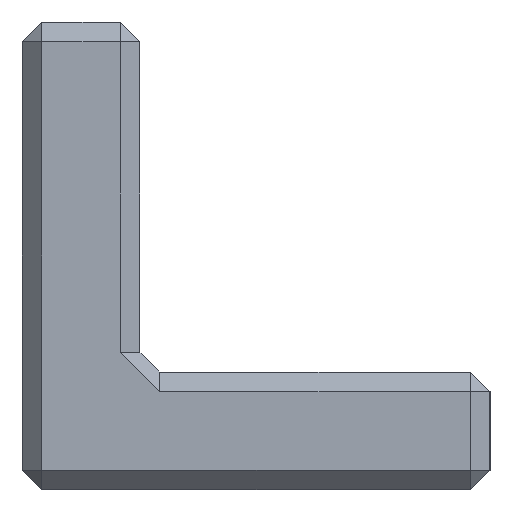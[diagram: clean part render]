
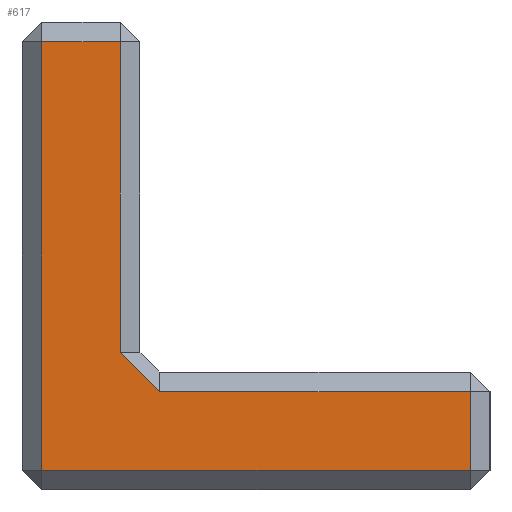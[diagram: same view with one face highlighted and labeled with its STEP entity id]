
A CAD part, left-side view. The second image highlights one B-rep face of the part: STEP entity #617.
In plain terms, the highlighted planar face has unit normal (-1, 0, 0).
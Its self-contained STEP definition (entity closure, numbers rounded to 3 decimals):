
#44 = PLANE('',#45);
#45 = AXIS2_PLACEMENT_3D('',#46,#47,#48);
#46 = CARTESIAN_POINT('',(0.35,-3.25,3.));
#47 = DIRECTION('',(-0.707,0.707,0.));
#48 = DIRECTION('',(-0.,-0.,-1.));
#178 = VERTEX_POINT('',#179);
#179 = CARTESIAN_POINT('',(0.1,-3.5,14.4));
#205 = EDGE_CURVE('',#206,#178,#208,.T.);
#206 = VERTEX_POINT('',#207);
#207 = CARTESIAN_POINT('',(0.1,-3.5,3.5));
#208 = SURFACE_CURVE('',#209,(#213,#220),.PCURVE_S1.);
#209 = LINE('',#210,#211);
#210 = CARTESIAN_POINT('',(0.1,-3.5,3.));
#211 = VECTOR('',#212,1.);
#212 = DIRECTION('',(0.,0.,1.));
#213 = PCURVE('',#44,#214);
#214 = DEFINITIONAL_REPRESENTATION('',(#215),#219);
#215 = LINE('',#216,#217);
#216 = CARTESIAN_POINT('',(-0.,0.354));
#217 = VECTOR('',#218,1.);
#218 = DIRECTION('',(-1.,0.));
#219 = ( GEOMETRIC_REPRESENTATION_CONTEXT(2) 
PARAMETRIC_REPRESENTATION_CONTEXT() REPRESENTATION_CONTEXT('2D SPACE',''
  ) );
#220 = PCURVE('',#221,#226);
#221 = PLANE('',#222);
#222 = AXIS2_PLACEMENT_3D('',#223,#224,#225);
#223 = CARTESIAN_POINT('',(0.1,-14.9,3.));
#224 = DIRECTION('',(-1.,0.,0.));
#225 = DIRECTION('',(0.,1.,0.));
#226 = DEFINITIONAL_REPRESENTATION('',(#227),#231);
#227 = LINE('',#228,#229);
#228 = CARTESIAN_POINT('',(11.4,0.));
#229 = VECTOR('',#230,1.);
#230 = DIRECTION('',(0.,-1.));
#231 = ( GEOMETRIC_REPRESENTATION_CONTEXT(2) 
PARAMETRIC_REPRESENTATION_CONTEXT() REPRESENTATION_CONTEXT('2D SPACE',''
  ) );
#574 = PLANE('',#575);
#575 = AXIS2_PLACEMENT_3D('',#576,#577,#578);
#576 = CARTESIAN_POINT('',(0.35,-14.9,3.25));
#577 = DIRECTION('',(0.707,0.,0.707));
#578 = DIRECTION('',(-0.,-1.,-0.));
#605 = PLANE('',#606);
#606 = AXIS2_PLACEMENT_3D('',#607,#608,#609);
#607 = CARTESIAN_POINT('',(0.35,-6.,14.65));
#608 = DIRECTION('',(-0.707,0.,0.707));
#609 = DIRECTION('',(-0.,-1.,-0.));
#617 = ADVANCED_FACE('',(#618),#221,.T.);
#618 = FACE_BOUND('',#619,.T.);
#619 = EDGE_LOOP('',(#620,#621,#644,#672,#700,#728,#756));
#620 = ORIENTED_EDGE('',*,*,#205,.F.);
#621 = ORIENTED_EDGE('',*,*,#622,.F.);
#622 = EDGE_CURVE('',#623,#206,#625,.T.);
#623 = VERTEX_POINT('',#624);
#624 = CARTESIAN_POINT('',(0.1,-14.4,3.5));
#625 = SURFACE_CURVE('',#626,(#630,#637),.PCURVE_S1.);
#626 = LINE('',#627,#628);
#627 = CARTESIAN_POINT('',(0.1,-14.9,3.5));
#628 = VECTOR('',#629,1.);
#629 = DIRECTION('',(0.,1.,0.));
#630 = PCURVE('',#221,#631);
#631 = DEFINITIONAL_REPRESENTATION('',(#632),#636);
#632 = LINE('',#633,#634);
#633 = CARTESIAN_POINT('',(0.,-0.5));
#634 = VECTOR('',#635,1.);
#635 = DIRECTION('',(1.,0.));
#636 = ( GEOMETRIC_REPRESENTATION_CONTEXT(2) 
PARAMETRIC_REPRESENTATION_CONTEXT() REPRESENTATION_CONTEXT('2D SPACE',''
  ) );
#637 = PCURVE('',#574,#638);
#638 = DEFINITIONAL_REPRESENTATION('',(#639),#643);
#639 = LINE('',#640,#641);
#640 = CARTESIAN_POINT('',(-0.,-0.354));
#641 = VECTOR('',#642,1.);
#642 = DIRECTION('',(-1.,0.));
#643 = ( GEOMETRIC_REPRESENTATION_CONTEXT(2) 
PARAMETRIC_REPRESENTATION_CONTEXT() REPRESENTATION_CONTEXT('2D SPACE',''
  ) );
#644 = ORIENTED_EDGE('',*,*,#645,.T.);
#645 = EDGE_CURVE('',#623,#646,#648,.T.);
#646 = VERTEX_POINT('',#647);
#647 = CARTESIAN_POINT('',(0.1,-14.4,5.5));
#648 = SURFACE_CURVE('',#649,(#653,#660),.PCURVE_S1.);
#649 = LINE('',#650,#651);
#650 = CARTESIAN_POINT('',(0.1,-14.4,3.));
#651 = VECTOR('',#652,1.);
#652 = DIRECTION('',(0.,0.,1.));
#653 = PCURVE('',#221,#654);
#654 = DEFINITIONAL_REPRESENTATION('',(#655),#659);
#655 = LINE('',#656,#657);
#656 = CARTESIAN_POINT('',(0.5,0.));
#657 = VECTOR('',#658,1.);
#658 = DIRECTION('',(0.,-1.));
#659 = ( GEOMETRIC_REPRESENTATION_CONTEXT(2) 
PARAMETRIC_REPRESENTATION_CONTEXT() REPRESENTATION_CONTEXT('2D SPACE',''
  ) );
#660 = PCURVE('',#661,#666);
#661 = PLANE('',#662);
#662 = AXIS2_PLACEMENT_3D('',#663,#664,#665);
#663 = CARTESIAN_POINT('',(0.35,-14.65,3.));
#664 = DIRECTION('',(-0.707,-0.707,0.));
#665 = DIRECTION('',(-0.,-0.,-1.));
#666 = DEFINITIONAL_REPRESENTATION('',(#667),#671);
#667 = LINE('',#668,#669);
#668 = CARTESIAN_POINT('',(-0.,-0.354));
#669 = VECTOR('',#670,1.);
#670 = DIRECTION('',(-1.,0.));
#671 = ( GEOMETRIC_REPRESENTATION_CONTEXT(2) 
PARAMETRIC_REPRESENTATION_CONTEXT() REPRESENTATION_CONTEXT('2D SPACE',''
  ) );
#672 = ORIENTED_EDGE('',*,*,#673,.F.);
#673 = EDGE_CURVE('',#674,#646,#676,.T.);
#674 = VERTEX_POINT('',#675);
#675 = CARTESIAN_POINT('',(0.1,-6.5,5.5));
#676 = SURFACE_CURVE('',#677,(#681,#688),.PCURVE_S1.);
#677 = LINE('',#678,#679);
#678 = CARTESIAN_POINT('',(0.1,-6.,5.5));
#679 = VECTOR('',#680,1.);
#680 = DIRECTION('',(0.,-1.,0.));
#681 = PCURVE('',#221,#682);
#682 = DEFINITIONAL_REPRESENTATION('',(#683),#687);
#683 = LINE('',#684,#685);
#684 = CARTESIAN_POINT('',(8.9,-2.5));
#685 = VECTOR('',#686,1.);
#686 = DIRECTION('',(-1.,0.));
#687 = ( GEOMETRIC_REPRESENTATION_CONTEXT(2) 
PARAMETRIC_REPRESENTATION_CONTEXT() REPRESENTATION_CONTEXT('2D SPACE',''
  ) );
#688 = PCURVE('',#689,#694);
#689 = PLANE('',#690);
#690 = AXIS2_PLACEMENT_3D('',#691,#692,#693);
#691 = CARTESIAN_POINT('',(0.35,-6.,5.75));
#692 = DIRECTION('',(0.707,0.,-0.707)
  );
#693 = DIRECTION('',(0.,1.,0.));
#694 = DEFINITIONAL_REPRESENTATION('',(#695),#699);
#695 = LINE('',#696,#697);
#696 = CARTESIAN_POINT('',(0.,-0.354));
#697 = VECTOR('',#698,1.);
#698 = DIRECTION('',(-1.,0.));
#699 = ( GEOMETRIC_REPRESENTATION_CONTEXT(2) 
PARAMETRIC_REPRESENTATION_CONTEXT() REPRESENTATION_CONTEXT('2D SPACE',''
  ) );
#700 = ORIENTED_EDGE('',*,*,#701,.F.);
#701 = EDGE_CURVE('',#702,#674,#704,.T.);
#702 = VERTEX_POINT('',#703);
#703 = CARTESIAN_POINT('',(0.1,-5.5,6.5));
#704 = SURFACE_CURVE('',#705,(#709,#716),.PCURVE_S1.);
#705 = LINE('',#706,#707);
#706 = CARTESIAN_POINT('',(0.1,-8.725,3.275));
#707 = VECTOR('',#708,1.);
#708 = DIRECTION('',(-0.,-0.707,-0.707));
#709 = PCURVE('',#221,#710);
#710 = DEFINITIONAL_REPRESENTATION('',(#711),#715);
#711 = LINE('',#712,#713);
#712 = CARTESIAN_POINT('',(6.175,-0.275));
#713 = VECTOR('',#714,1.);
#714 = DIRECTION('',(-0.707,0.707));
#715 = ( GEOMETRIC_REPRESENTATION_CONTEXT(2) 
PARAMETRIC_REPRESENTATION_CONTEXT() REPRESENTATION_CONTEXT('2D SPACE',''
  ) );
#716 = PCURVE('',#717,#722);
#717 = PLANE('',#718);
#718 = AXIS2_PLACEMENT_3D('',#719,#720,#721);
#719 = CARTESIAN_POINT('',(0.1,-5.5,6.5));
#720 = DIRECTION('',(-0.577,-0.577,0.577));
#721 = DIRECTION('',(0.,-0.707,-0.707
    ));
#722 = DEFINITIONAL_REPRESENTATION('',(#723),#727);
#723 = LINE('',#724,#725);
#724 = CARTESIAN_POINT('',(4.561,0.));
#725 = VECTOR('',#726,1.);
#726 = DIRECTION('',(1.,0.));
#727 = ( GEOMETRIC_REPRESENTATION_CONTEXT(2) 
PARAMETRIC_REPRESENTATION_CONTEXT() REPRESENTATION_CONTEXT('2D SPACE',''
  ) );
#728 = ORIENTED_EDGE('',*,*,#729,.F.);
#729 = EDGE_CURVE('',#730,#702,#732,.T.);
#730 = VERTEX_POINT('',#731);
#731 = CARTESIAN_POINT('',(0.1,-5.5,14.4));
#732 = SURFACE_CURVE('',#733,(#737,#744),.PCURVE_S1.);
#733 = LINE('',#734,#735);
#734 = CARTESIAN_POINT('',(0.1,-5.5,14.9));
#735 = VECTOR('',#736,1.);
#736 = DIRECTION('',(-0.,0.,-1.));
#737 = PCURVE('',#221,#738);
#738 = DEFINITIONAL_REPRESENTATION('',(#739),#743);
#739 = LINE('',#740,#741);
#740 = CARTESIAN_POINT('',(9.4,-11.9));
#741 = VECTOR('',#742,1.);
#742 = DIRECTION('',(0.,1.));
#743 = ( GEOMETRIC_REPRESENTATION_CONTEXT(2) 
PARAMETRIC_REPRESENTATION_CONTEXT() REPRESENTATION_CONTEXT('2D SPACE',''
  ) );
#744 = PCURVE('',#745,#750);
#745 = PLANE('',#746);
#746 = AXIS2_PLACEMENT_3D('',#747,#748,#749);
#747 = CARTESIAN_POINT('',(0.35,-5.75,14.9));
#748 = DIRECTION('',(0.707,0.707,0.));
#749 = DIRECTION('',(0.,0.,1.));
#750 = DEFINITIONAL_REPRESENTATION('',(#751),#755);
#751 = LINE('',#752,#753);
#752 = CARTESIAN_POINT('',(0.,-0.354));
#753 = VECTOR('',#754,1.);
#754 = DIRECTION('',(-1.,0.));
#755 = ( GEOMETRIC_REPRESENTATION_CONTEXT(2) 
PARAMETRIC_REPRESENTATION_CONTEXT() REPRESENTATION_CONTEXT('2D SPACE',''
  ) );
#756 = ORIENTED_EDGE('',*,*,#757,.T.);
#757 = EDGE_CURVE('',#730,#178,#758,.T.);
#758 = SURFACE_CURVE('',#759,(#763,#770),.PCURVE_S1.);
#759 = LINE('',#760,#761);
#760 = CARTESIAN_POINT('',(0.1,-6.,14.4));
#761 = VECTOR('',#762,1.);
#762 = DIRECTION('',(0.,1.,0.));
#763 = PCURVE('',#221,#764);
#764 = DEFINITIONAL_REPRESENTATION('',(#765),#769);
#765 = LINE('',#766,#767);
#766 = CARTESIAN_POINT('',(8.9,-11.4));
#767 = VECTOR('',#768,1.);
#768 = DIRECTION('',(1.,0.));
#769 = ( GEOMETRIC_REPRESENTATION_CONTEXT(2) 
PARAMETRIC_REPRESENTATION_CONTEXT() REPRESENTATION_CONTEXT('2D SPACE',''
  ) );
#770 = PCURVE('',#605,#771);
#771 = DEFINITIONAL_REPRESENTATION('',(#772),#776);
#772 = LINE('',#773,#774);
#773 = CARTESIAN_POINT('',(-0.,-0.354));
#774 = VECTOR('',#775,1.);
#775 = DIRECTION('',(-1.,0.));
#776 = ( GEOMETRIC_REPRESENTATION_CONTEXT(2) 
PARAMETRIC_REPRESENTATION_CONTEXT() REPRESENTATION_CONTEXT('2D SPACE',''
  ) );
